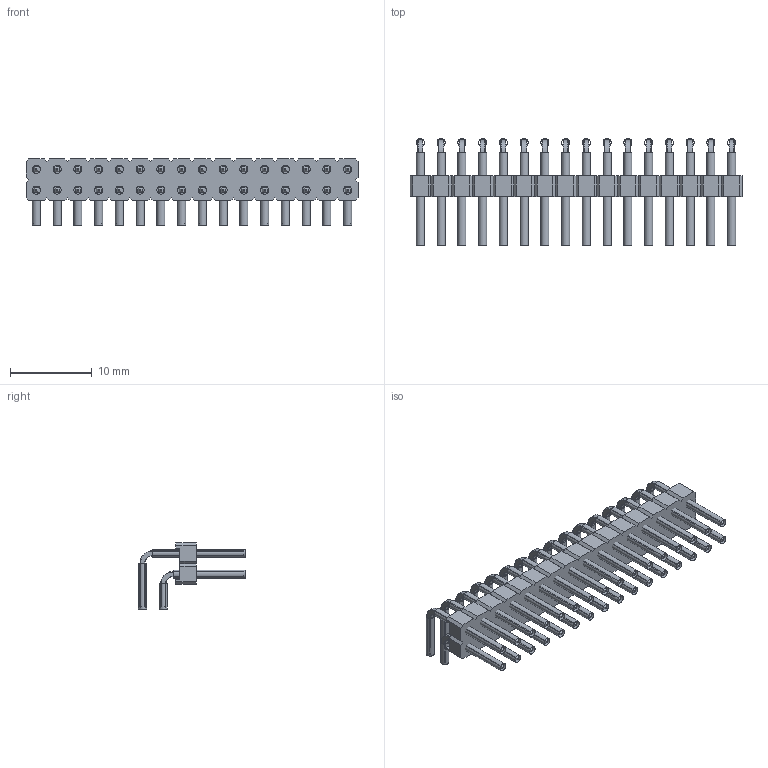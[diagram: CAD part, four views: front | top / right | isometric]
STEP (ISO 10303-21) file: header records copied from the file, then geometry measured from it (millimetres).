
FILE_DESCRIPTION(/* description */ ('-'),/* implementation_level */ '2;1');
FILE_NAME(/* name */ 'Stiftleiste, RM 2,54 mm - 6-3 mm, gewinkelt 90° stehend - 2 x 16 - schwarz',/* time_stamp */ '2022-04-29T18:30:48+02:00',/* author */ ('c.wilms'),/* organization */ ('-'),/* preprocessor_version */ 'ST-DEVELOPER v16.7',/* originating_system */ 'Solid Edge',/* authorisation */ 'Unknown');
FILE_SCHEMA (('AUTOMOTIVE_DESIGN {1 0 10303 214 3 1 1}'));
Length unit declared in the file: millimetre
Products named in the file (4): Stiftleiste, RM 2,54 mm - 6-3 mm, gewinkelt 90° stehend - 2 x 16 - sc
hwarz; Stiftleiste, RM 2,54 mm - Träger - 2 x 16 - schwarz; Stiftleiste, RM 2,54 mm - Stift, Reihe 1 -  6-3 mm, gewinkelt 90° ste
hend; Stiftleiste, RM 2,54 mm - Stift, Reihe 2 -  6-3 mm, gewinkelt 90° ste
hend
Assembly tree (33 placements, depth 2):
  Stiftleiste, RM 2,54 mm - 6-3 mm, gewinkelt 90° stehend - 2 x 16 - sc
hwarz
    Stiftleiste, RM 2,54 mm - Träger - 2 x 16 - schwarz
    Stiftleiste, RM 2,54 mm - Stift, Reihe 1 -  6-3 mm, gewinkelt 90° ste
hend  x16
    Stiftleiste, RM 2,54 mm - Stift, Reihe 2 -  6-3 mm, gewinkelt 90° ste
hend  x16
Bounding box: 40.64 x 13.1 x 8.08 mm (x, y, z)
Volume: 621.3 mm3; surface area: 3576.3 mm2
Topology: 33 solids, 97 shells, 1390 faces, 3716 edges, 2392 vertices
Faces by surface type: plane 750, cylinder 512, torus 128
Full cylindrical faces by diameter (mm): 1 x64
Entity records: 14723 total; most frequent: CARTESIAN_POINT 2548, DIRECTION 2508, ORIENTED_EDGE 2496, EDGE_CURVE 1252, LINE 924, VECTOR 924, VERTEX_POINT 832, AXIS2_PLACEMENT_3D 792
